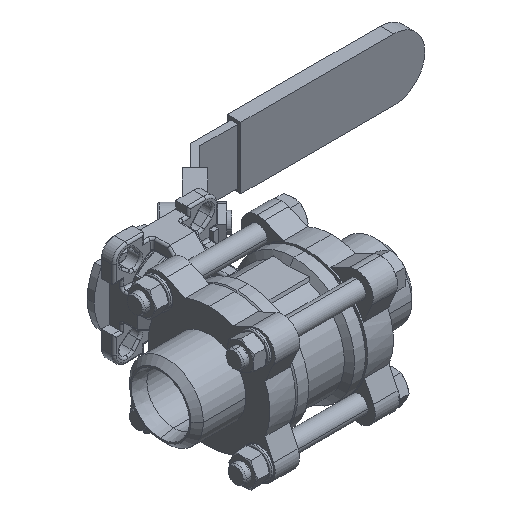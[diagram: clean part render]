
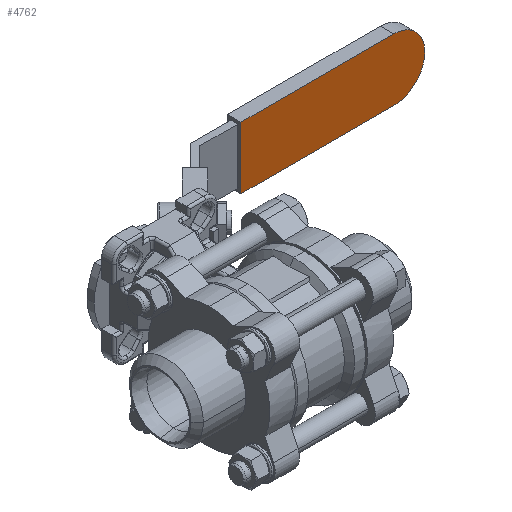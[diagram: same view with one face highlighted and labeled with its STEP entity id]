
A CAD part, isometric view. The second image highlights one B-rep face of the part: STEP entity #4762.
In plain terms, the highlighted face is planar.
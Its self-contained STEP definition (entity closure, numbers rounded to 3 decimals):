
#207 = CARTESIAN_POINT ( 'NONE',  ( 0., 14.2, 3.1 ) ) ;
#622 = CARTESIAN_POINT ( 'NONE',  ( 70., -14.2, 3.1 ) ) ;
#652 = DIRECTION ( 'NONE',  ( -1., 0., 0. ) ) ;
#709 = DIRECTION ( 'NONE',  ( 0., 0., 1. ) ) ;
#742 = PLANE ( 'NONE',  #15415 ) ;
#1131 = CARTESIAN_POINT ( 'NONE',  ( 70., 0., 3.1 ) ) ;
#2000 = EDGE_LOOP ( 'NONE', ( #23670, #18272, #14715, #10802 ) ) ;
#3282 = EDGE_CURVE ( 'NONE', #18358, #19655, #24815, .T. ) ;
#4762 = ADVANCED_FACE ( 'NONE', ( #19521 ), #742, .T. ) ;
#6129 = DIRECTION ( 'NONE',  ( 0., 1., 0. ) ) ;
#7016 = CARTESIAN_POINT ( 'NONE',  ( 0., 14.2, 3.1 ) ) ;
#7748 = DIRECTION ( 'NONE',  ( -1., 0., 0. ) ) ;
#7811 = CARTESIAN_POINT ( 'NONE',  ( 0., -14.2, 3.1 ) ) ;
#9118 = EDGE_CURVE ( 'NONE', #14685, #18358, #12181, .T. ) ;
#10802 = ORIENTED_EDGE ( 'NONE', *, *, #9118, .F. ) ;
#10910 = DIRECTION ( 'NONE',  ( 0., 0., -1. ) ) ;
#11553 = EDGE_CURVE ( 'NONE', #15455, #14685, #12262, .T. ) ;
#12181 = LINE ( 'NONE', #18025, #17073 ) ;
#12262 = CIRCLE ( 'NONE', #15733, 14.2 ) ;
#13434 = EDGE_CURVE ( 'NONE', #19655, #15455, #17101, .T. ) ;
#13945 = CARTESIAN_POINT ( 'NONE',  ( 70., 14.2, 3.1 ) ) ;
#14685 = VERTEX_POINT ( 'NONE', #622 ) ;
#14715 = ORIENTED_EDGE ( 'NONE', *, *, #3282, .F. ) ;
#15415 = AXIS2_PLACEMENT_3D ( 'NONE', #1131, #709, #652 ) ;
#15455 = VERTEX_POINT ( 'NONE', #24494 ) ;
#15733 = AXIS2_PLACEMENT_3D ( 'NONE', #23447, #10910, #25495 ) ;
#17073 = VECTOR ( 'NONE', #7748, 1000. ) ;
#17101 = LINE ( 'NONE', #13945, #21359 ) ;
#18025 = CARTESIAN_POINT ( 'NONE',  ( 0., -14.2, 3.1 ) ) ;
#18272 = ORIENTED_EDGE ( 'NONE', *, *, #13434, .F. ) ;
#18358 = VERTEX_POINT ( 'NONE', #7811 ) ;
#19241 = VECTOR ( 'NONE', #6129, 1000. ) ;
#19521 = FACE_OUTER_BOUND ( 'NONE', #2000, .T. ) ;
#19655 = VERTEX_POINT ( 'NONE', #207 ) ;
#20223 = DIRECTION ( 'NONE',  ( 1., 0., 0. ) ) ;
#21359 = VECTOR ( 'NONE', #20223, 1000. ) ;
#23447 = CARTESIAN_POINT ( 'NONE',  ( 70., 0., 3.1 ) ) ;
#23670 = ORIENTED_EDGE ( 'NONE', *, *, #11553, .F. ) ;
#24494 = CARTESIAN_POINT ( 'NONE',  ( 70., 14.2, 3.1 ) ) ;
#24815 = LINE ( 'NONE', #7016, #19241 ) ;
#25495 = DIRECTION ( 'NONE',  ( -1., 0., 0. ) ) ;
